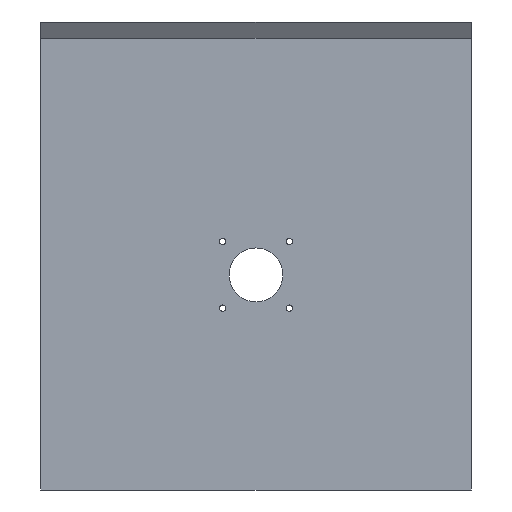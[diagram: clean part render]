
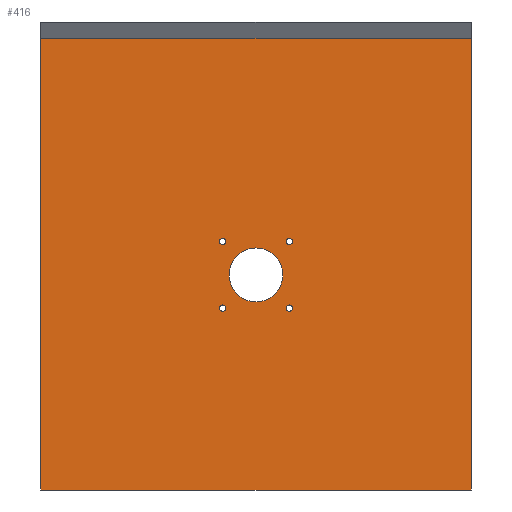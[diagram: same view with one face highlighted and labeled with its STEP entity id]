
A CAD part, front view. The second image highlights one B-rep face of the part: STEP entity #416.
In plain terms, the highlighted planar face has unit normal (0, -1, 0).
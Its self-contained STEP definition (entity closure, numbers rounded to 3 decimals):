
#1 = VERTEX_POINT ( 'NONE', #48 ) ;
#5 = ORIENTED_EDGE ( 'NONE', *, *, #624, .T. ) ;
#6 = VERTEX_POINT ( 'NONE', #561 ) ;
#16 = EDGE_CURVE ( 'NONE', #60, #433, #280, .T. ) ;
#19 = EDGE_LOOP ( 'NONE', ( #114, #463 ) ) ;
#23 = EDGE_CURVE ( 'NONE', #433, #60, #562, .T. ) ;
#25 = AXIS2_PLACEMENT_3D ( 'NONE', #674, #503, #374 ) ;
#36 = ORIENTED_EDGE ( 'NONE', *, *, #610, .T. ) ;
#37 = DIRECTION ( 'NONE',  ( 0., 0., 1. ) ) ;
#38 = CARTESIAN_POINT ( 'NONE',  ( -15.5, 0., -14. ) ) ;
#48 = CARTESIAN_POINT ( 'NONE',  ( 15.5, 0., -17. ) ) ;
#49 = FACE_BOUND ( 'NONE', #368, .T. ) ;
#52 = ORIENTED_EDGE ( 'NONE', *, *, #317, .T. ) ;
#60 = VERTEX_POINT ( 'NONE', #719 ) ;
#65 = EDGE_CURVE ( 'NONE', #669, #267, #475, .T. ) ;
#76 = ORIENTED_EDGE ( 'NONE', *, *, #65, .F. ) ;
#77 = DIRECTION ( 'NONE',  ( 0., 0., 1. ) ) ;
#78 = DIRECTION ( 'NONE',  ( 0., 0., 1. ) ) ;
#84 = CARTESIAN_POINT ( 'NONE',  ( -15.5, 0., -17. ) ) ;
#100 = ORIENTED_EDGE ( 'NONE', *, *, #332, .T. ) ;
#101 = CIRCLE ( 'NONE', #176, 12.5 ) ;
#105 = FACE_BOUND ( 'NONE', #202, .T. ) ;
#106 = CARTESIAN_POINT ( 'NONE',  ( 100., 0., 110. ) ) ;
#108 = DIRECTION ( 'NONE',  ( 0., 1., 0. ) ) ;
#114 = ORIENTED_EDGE ( 'NONE', *, *, #540, .T. ) ;
#122 = EDGE_CURVE ( 'NONE', #666, #618, #417, .T. ) ;
#129 = CIRCLE ( 'NONE', #662, 1.5 ) ;
#130 = DIRECTION ( 'NONE',  ( 0., 1., 0. ) ) ;
#133 = EDGE_CURVE ( 'NONE', #480, #158, #408, .T. ) ;
#138 = CARTESIAN_POINT ( 'NONE',  ( 0., 0., -100. ) ) ;
#140 = ORIENTED_EDGE ( 'NONE', *, *, #122, .F. ) ;
#157 = DIRECTION ( 'NONE',  ( 0., 1., 0. ) ) ;
#158 = VERTEX_POINT ( 'NONE', #622 ) ;
#162 = DIRECTION ( 'NONE',  ( 0., 0., 1. ) ) ;
#164 = VECTOR ( 'NONE', #533, 1000. ) ;
#170 = ORIENTED_EDGE ( 'NONE', *, *, #23, .T. ) ;
#176 = AXIS2_PLACEMENT_3D ( 'NONE', #376, #384, #452 ) ;
#177 = CARTESIAN_POINT ( 'NONE',  ( 100., 0., -110. ) ) ;
#184 = CARTESIAN_POINT ( 'NONE',  ( 15.5, 0., 15.5 ) ) ;
#186 = ORIENTED_EDGE ( 'NONE', *, *, #274, .T. ) ;
#202 = EDGE_LOOP ( 'NONE', ( #323, #36 ) ) ;
#208 = CARTESIAN_POINT ( 'NONE',  ( -100., 0., 110. ) ) ;
#209 = VERTEX_POINT ( 'NONE', #84 ) ;
#212 = VECTOR ( 'NONE', #551, 1000. ) ;
#215 = FACE_BOUND ( 'NONE', #19, .T. ) ;
#220 = EDGE_CURVE ( 'NONE', #209, #648, #292, .T. ) ;
#248 = AXIS2_PLACEMENT_3D ( 'NONE', #476, #712, #78 ) ;
#253 = EDGE_LOOP ( 'NONE', ( #140, #186, #76, #297 ) ) ;
#263 = CARTESIAN_POINT ( 'NONE',  ( 100., 0., -100. ) ) ;
#267 = VERTEX_POINT ( 'NONE', #263 ) ;
#269 = LINE ( 'NONE', #208, #512 ) ;
#271 = CIRCLE ( 'NONE', #248, 1.5 ) ;
#274 = EDGE_CURVE ( 'NONE', #666, #267, #667, .T. ) ;
#277 = FACE_OUTER_BOUND ( 'NONE', #253, .T. ) ;
#280 = CIRCLE ( 'NONE', #484, 1.5 ) ;
#292 = CIRCLE ( 'NONE', #733, 1.5 ) ;
#297 = ORIENTED_EDGE ( 'NONE', *, *, #709, .F. ) ;
#313 = CARTESIAN_POINT ( 'NONE',  ( -15.5, 0., 17. ) ) ;
#314 = EDGE_LOOP ( 'NONE', ( #606, #100 ) ) ;
#316 = CARTESIAN_POINT ( 'NONE',  ( -15.5, 0., 14. ) ) ;
#317 = EDGE_CURVE ( 'NONE', #663, #646, #381, .T. ) ;
#322 = CARTESIAN_POINT ( 'NONE',  ( -100., 0., -100. ) ) ;
#323 = ORIENTED_EDGE ( 'NONE', *, *, #133, .T. ) ;
#327 = DIRECTION ( 'NONE',  ( 0., 0., 1. ) ) ;
#330 = EDGE_LOOP ( 'NONE', ( #52, #5 ) ) ;
#332 = EDGE_CURVE ( 'NONE', #648, #209, #129, .T. ) ;
#334 = AXIS2_PLACEMENT_3D ( 'NONE', #184, #478, #77 ) ;
#338 = FACE_BOUND ( 'NONE', #330, .T. ) ;
#348 = ORIENTED_EDGE ( 'NONE', *, *, #16, .T. ) ;
#351 = PLANE ( 'NONE',  #471 ) ;
#362 = DIRECTION ( 'NONE',  ( 0., 0., -1. ) ) ;
#366 = CARTESIAN_POINT ( 'NONE',  ( -15.5, 0., -15.5 ) ) ;
#368 = EDGE_LOOP ( 'NONE', ( #170, #348 ) ) ;
#374 = DIRECTION ( 'NONE',  ( 0., 0., 1. ) ) ;
#376 = CARTESIAN_POINT ( 'NONE',  ( 0., 0., 0. ) ) ;
#381 = CIRCLE ( 'NONE', #25, 1.5 ) ;
#383 = AXIS2_PLACEMENT_3D ( 'NONE', #453, #693, #162 ) ;
#384 = DIRECTION ( 'NONE',  ( 0., 1., 0. ) ) ;
#385 = AXIS2_PLACEMENT_3D ( 'NONE', #496, #157, #620 ) ;
#393 = DIRECTION ( 'NONE',  ( 1., 0., 0. ) ) ;
#407 = CARTESIAN_POINT ( 'NONE',  ( 0., 0., 0. ) ) ;
#408 = CIRCLE ( 'NONE', #588, 12.5 ) ;
#416 = ADVANCED_FACE ( 'NONE', ( #277, #105, #755, #215, #338, #49 ), #351, .F. ) ;
#417 = LINE ( 'NONE', #607, #164 ) ;
#428 = DIRECTION ( 'NONE',  ( 0., 1., 0. ) ) ;
#433 = VERTEX_POINT ( 'NONE', #514 ) ;
#449 = EDGE_CURVE ( 'NONE', #6, #1, #722, .T. ) ;
#450 = DIRECTION ( 'NONE',  ( 0., 0., 1. ) ) ;
#451 = CARTESIAN_POINT ( 'NONE',  ( 0., 0., 0. ) ) ;
#452 = DIRECTION ( 'NONE',  ( 0., 0., 1. ) ) ;
#453 = CARTESIAN_POINT ( 'NONE',  ( 15.5, 0., -15.5 ) ) ;
#463 = ORIENTED_EDGE ( 'NONE', *, *, #449, .T. ) ;
#471 = AXIS2_PLACEMENT_3D ( 'NONE', #451, #108, #327 ) ;
#473 = CIRCLE ( 'NONE', #385, 1.5 ) ;
#475 = LINE ( 'NONE', #177, #535 ) ;
#476 = CARTESIAN_POINT ( 'NONE',  ( 15.5, 0., -15.5 ) ) ;
#478 = DIRECTION ( 'NONE',  ( 0., 1., 0. ) ) ;
#480 = VERTEX_POINT ( 'NONE', #597 ) ;
#484 = AXIS2_PLACEMENT_3D ( 'NONE', #738, #574, #450 ) ;
#496 = CARTESIAN_POINT ( 'NONE',  ( -15.5, 0., 15.5 ) ) ;
#503 = DIRECTION ( 'NONE',  ( 0., 1., 0. ) ) ;
#512 = VECTOR ( 'NONE', #393, 1000. ) ;
#514 = CARTESIAN_POINT ( 'NONE',  ( 15.5, 0., 14. ) ) ;
#533 = DIRECTION ( 'NONE',  ( 0., 0., 1. ) ) ;
#535 = VECTOR ( 'NONE', #362, 1000. ) ;
#540 = EDGE_CURVE ( 'NONE', #1, #6, #271, .T. ) ;
#551 = DIRECTION ( 'NONE',  ( 1., 0., 0. ) ) ;
#559 = CARTESIAN_POINT ( 'NONE',  ( -15.5, 0., -15.5 ) ) ;
#561 = CARTESIAN_POINT ( 'NONE',  ( 15.5, 0., -14. ) ) ;
#562 = CIRCLE ( 'NONE', #334, 1.5 ) ;
#568 = DIRECTION ( 'NONE',  ( 0., 0., 1. ) ) ;
#574 = DIRECTION ( 'NONE',  ( 0., 1., 0. ) ) ;
#588 = AXIS2_PLACEMENT_3D ( 'NONE', #407, #130, #599 ) ;
#597 = CARTESIAN_POINT ( 'NONE',  ( 0., 0., -12.5 ) ) ;
#599 = DIRECTION ( 'NONE',  ( 0., 0., 1. ) ) ;
#606 = ORIENTED_EDGE ( 'NONE', *, *, #220, .T. ) ;
#607 = CARTESIAN_POINT ( 'NONE',  ( -100., 0., -110. ) ) ;
#610 = EDGE_CURVE ( 'NONE', #158, #480, #101, .T. ) ;
#618 = VERTEX_POINT ( 'NONE', #682 ) ;
#620 = DIRECTION ( 'NONE',  ( 0., 0., 1. ) ) ;
#622 = CARTESIAN_POINT ( 'NONE',  ( 0., 0., 12.5 ) ) ;
#624 = EDGE_CURVE ( 'NONE', #646, #663, #473, .T. ) ;
#646 = VERTEX_POINT ( 'NONE', #313 ) ;
#648 = VERTEX_POINT ( 'NONE', #38 ) ;
#662 = AXIS2_PLACEMENT_3D ( 'NONE', #559, #739, #37 ) ;
#663 = VERTEX_POINT ( 'NONE', #316 ) ;
#666 = VERTEX_POINT ( 'NONE', #322 ) ;
#667 = LINE ( 'NONE', #138, #212 ) ;
#669 = VERTEX_POINT ( 'NONE', #106 ) ;
#674 = CARTESIAN_POINT ( 'NONE',  ( -15.5, 0., 15.5 ) ) ;
#682 = CARTESIAN_POINT ( 'NONE',  ( -100., 0., 110. ) ) ;
#693 = DIRECTION ( 'NONE',  ( 0., 1., 0. ) ) ;
#709 = EDGE_CURVE ( 'NONE', #618, #669, #269, .T. ) ;
#712 = DIRECTION ( 'NONE',  ( 0., 1., 0. ) ) ;
#719 = CARTESIAN_POINT ( 'NONE',  ( 15.5, 0., 17. ) ) ;
#722 = CIRCLE ( 'NONE', #383, 1.5 ) ;
#733 = AXIS2_PLACEMENT_3D ( 'NONE', #366, #428, #568 ) ;
#738 = CARTESIAN_POINT ( 'NONE',  ( 15.5, 0., 15.5 ) ) ;
#739 = DIRECTION ( 'NONE',  ( 0., 1., 0. ) ) ;
#755 = FACE_BOUND ( 'NONE', #314, .T. ) ;
